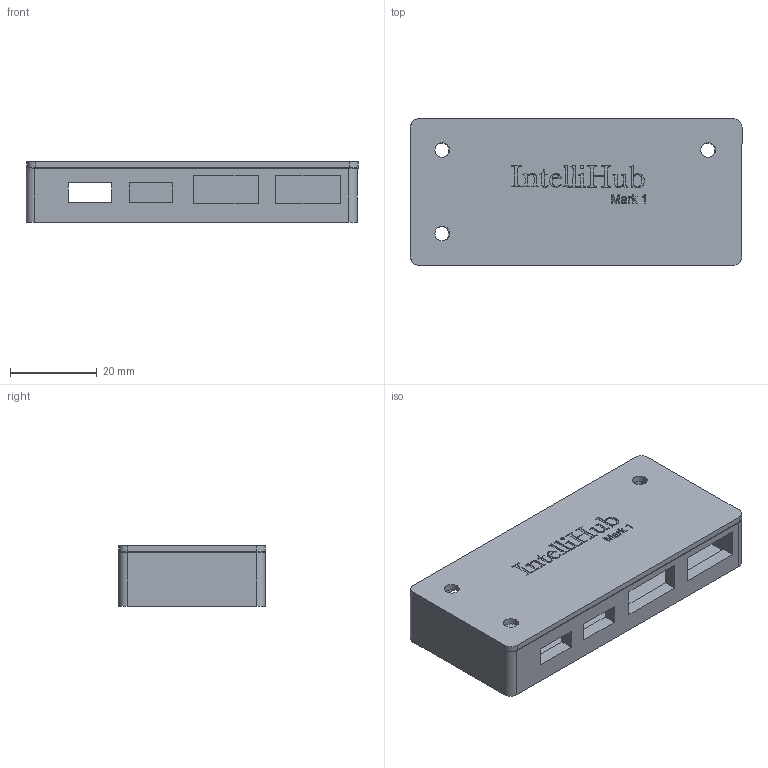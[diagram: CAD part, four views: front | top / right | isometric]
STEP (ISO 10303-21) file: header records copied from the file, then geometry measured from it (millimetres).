
FILE_DESCRIPTION(/* description */ (''),/* implementation_level */ '2;1');
FILE_NAME(/* name */ 'PCB.step',/* time_stamp */ '2025-07-28T11:46:47-07:00',/* author */ (''),/* organization */ (''),/* preprocessor_version */ 'ST-DEVELOPER v20.1',/* originating_system */ 'Autodesk Translation Framework v14.10.0.0',/* authorisation */ '');
FILE_SCHEMA (('AUTOMOTIVE_DESIGN { 1 0 10303 214 3 1 1 }'));
Length unit declared in the file: millimetre
Products named in the file (3): 2025-07-21-15-20-39-331; 2025-07-21-18-24-17-107; 2025-07-21-18-24-08-295
Assembly tree (2 placements, depth 2):
  2025-07-21-15-20-39-331
    2025-07-21-18-24-17-107
    2025-07-21-18-24-08-295
Bounding box: 76.74 x 33.95 x 13.98 mm (x, y, z)
Volume: 16533.7 mm3; surface area: 15272.3 mm2
Topology: 2 solids, 2 shells, 441 faces, 1251 edges, 834 vertices
Faces by surface type: bspline 220, plane 207, cylinder 14
Full cylindrical faces by diameter (mm): 3.4 x6
Entity records: 16474 total; most frequent: CARTESIAN_POINT 6271, ORIENTED_EDGE 2502, DIRECTION 1291, EDGE_CURVE 1251, VERTEX_POINT 834, LINE 783, VECTOR 783, EDGE_LOOP 483
